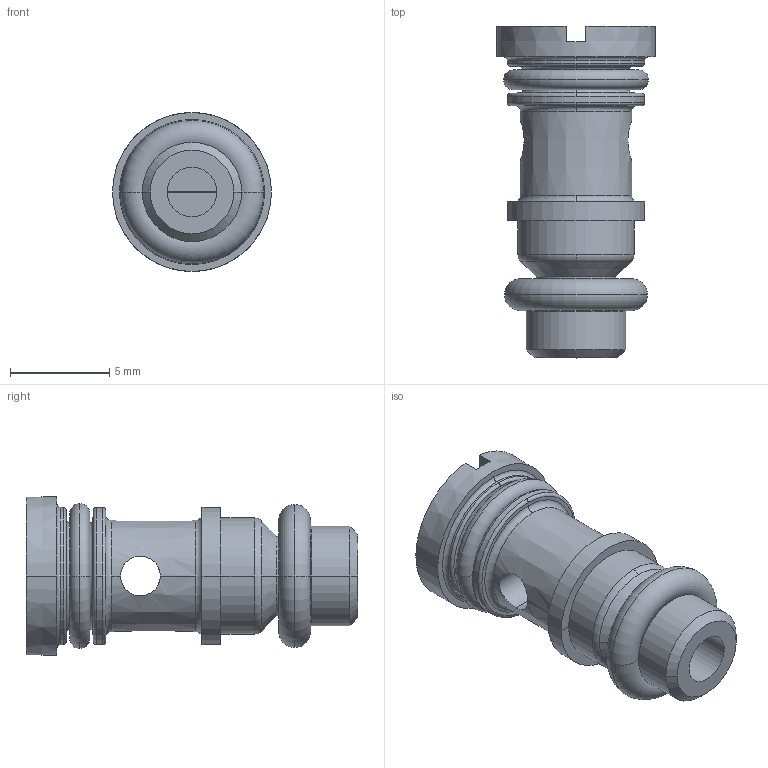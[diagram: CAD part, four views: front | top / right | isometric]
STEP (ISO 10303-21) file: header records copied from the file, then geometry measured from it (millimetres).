
FILE_DESCRIPTION(('STEP AP214'),'1');
FILE_NAME(' ',' ',('TraceParts'),('TraceParts S.A.'),'XStep 1.0',' ',' ');
FILE_SCHEMA(('automotive_design'));
Length unit declared in the file: millimetre
Products named in the file (1): 1
Bounding box: 8 x 16.7 x 8 mm (x, y, z)
Volume: 401.9 mm3; surface area: 726 mm2
Topology: 1 solids, 1 shells, 90 faces, 254 edges, 162 vertices
Faces by surface type: torus 32, cylinder 26, cone 22, plane 10
Entity records: 3403 total; most frequent: CARTESIAN_POINT 1007, DIRECTION 534, ORIENTED_EDGE 508, EDGE_CURVE 254, AXIS2_PLACEMENT_3D 237, VERTEX_POINT 162, CIRCLE 146, EDGE_LOOP 94
